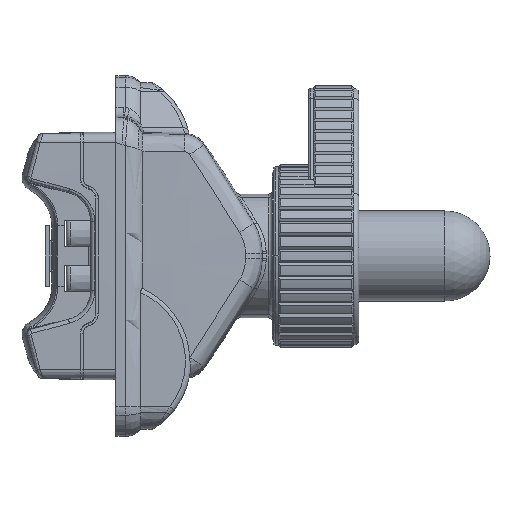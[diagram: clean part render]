
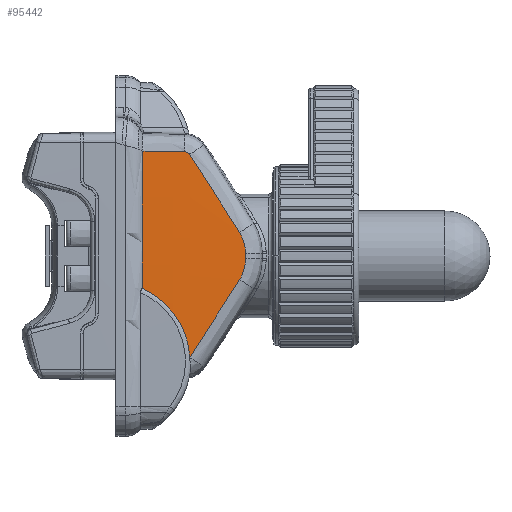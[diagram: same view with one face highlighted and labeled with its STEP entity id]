
A CAD part, left-side view. The second image highlights one B-rep face of the part: STEP entity #95442.
In plain terms, the highlighted face is a revolution surface.
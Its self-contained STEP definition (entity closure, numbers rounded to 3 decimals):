
#28449=CARTESIAN_POINT('',(-17.067,-14.3,
-6.485));
#28454=CARTESIAN_POINT('',(-17.067,-14.3,
-6.485));
#28455=CARTESIAN_POINT('',(-17.064,-14.952,
-6.774));
#28456=CARTESIAN_POINT('',(-17.054,-16.221,
-7.44));
#28457=CARTESIAN_POINT('',(-17.031,-17.986,
-8.693));
#28458=CARTESIAN_POINT('',(-17.002,-19.578,
-10.181));
#28459=CARTESIAN_POINT('',(-16.967,-20.989,
-11.922));
#28460=CARTESIAN_POINT('',(-16.929,-22.15,
-13.857));
#28461=CARTESIAN_POINT('',(-16.891,-23.028,
-15.959));
#28462=CARTESIAN_POINT('',(-16.855,-23.574,
-18.049));
#28463=CARTESIAN_POINT('',(-16.832,-23.75,
-19.515));
#28464=CARTESIAN_POINT('',(-16.822,-23.786,
-20.25));
#31351=CARTESIAN_POINT('',(-16.935,-14.3,
20.971));
#31356=CARTESIAN_POINT('',(1483.1,-14.3,0.));
#31357=DIRECTION('',(0.,1.,0.));
#31358=DIRECTION('',(-1.,0.,-0.004));
#31359=AXIS2_PLACEMENT_3D('',#31356,#31357,#31358);
#31364=CARTESIAN_POINT('',(-16.935,-14.3,
20.971));
#31365=CARTESIAN_POINT('',(-16.935,-14.398,
20.969));
#31366=CARTESIAN_POINT('',(-16.934,-14.594,
20.966));
#31367=CARTESIAN_POINT('',(-16.933,-14.791,
20.963));
#31368=CARTESIAN_POINT('',(-16.933,-14.889,
20.962));
#31373=CARTESIAN_POINT('',(-16.933,-14.889,
20.962));
#31374=CARTESIAN_POINT('',(-16.93,-15.543,
20.951));
#31375=CARTESIAN_POINT('',(-16.921,-16.851,
20.926));
#31376=CARTESIAN_POINT('',(-16.901,-18.814,
20.893));
#31377=CARTESIAN_POINT('',(-16.873,-20.776,
20.86));
#31378=CARTESIAN_POINT('',(-16.849,-22.085,
20.837));
#31379=CARTESIAN_POINT('',(-16.836,-22.739,
20.826));
#31384=CARTESIAN_POINT('',(-16.836,-22.739,
20.826));
#31385=CARTESIAN_POINT('',(-16.835,-22.821,
20.825));
#31386=CARTESIAN_POINT('',(-16.832,-22.981,
20.807));
#31387=CARTESIAN_POINT('',(-16.828,-23.215,
20.734));
#31388=CARTESIAN_POINT('',(-16.825,-23.43,
20.619));
#31389=CARTESIAN_POINT('',(-16.822,-23.619,
20.465));
#31390=CARTESIAN_POINT('',(-16.822,-23.723,
20.341));
#31391=CARTESIAN_POINT('',(-16.822,-23.769,
20.274));
#31396=CARTESIAN_POINT('',(-16.822,-23.769,
20.274));
#31397=CARTESIAN_POINT('',(-16.819,-24.929,
18.587));
#31398=CARTESIAN_POINT('',(-16.799,-27.215,
15.187));
#31399=CARTESIAN_POINT('',(-16.734,-30.543,
10.011));
#31400=CARTESIAN_POINT('',(-16.667,-32.693,
6.511));
#31401=CARTESIAN_POINT('',(-16.628,-33.75,
4.749));
#31406=CARTESIAN_POINT('',(-16.628,-33.75,
4.749));
#31407=CARTESIAN_POINT('',(-16.62,-33.943,
4.428));
#31408=CARTESIAN_POINT('',(-16.608,-34.281,
3.767));
#31409=CARTESIAN_POINT('',(-16.594,-34.652,
2.711));
#31410=CARTESIAN_POINT('',(-16.585,-34.877,
1.615));
#31411=CARTESIAN_POINT('',(-16.584,-34.928,
0.875));
#31412=CARTESIAN_POINT('',(-16.584,-34.928,
0.501));
#31417=CARTESIAN_POINT('',(-16.584,-34.928,
0.501));
#31418=CARTESIAN_POINT('',(-16.584,-34.928,
0.167));
#31419=CARTESIAN_POINT('',(-16.584,-34.928,
-0.167));
#31420=CARTESIAN_POINT('',(-16.584,-34.928,
-0.501));
#31425=CARTESIAN_POINT('',(-16.584,-34.928,
-0.501));
#31426=CARTESIAN_POINT('',(-16.584,-34.928,
-0.875));
#31427=CARTESIAN_POINT('',(-16.585,-34.877,
-1.615));
#31428=CARTESIAN_POINT('',(-16.594,-34.652,
-2.711));
#31429=CARTESIAN_POINT('',(-16.608,-34.281,
-3.767));
#31430=CARTESIAN_POINT('',(-16.62,-33.943,
-4.428));
#31431=CARTESIAN_POINT('',(-16.628,-33.75,
-4.749));
#31436=CARTESIAN_POINT('',(-16.822,-23.786,
-20.25));
#31437=CARTESIAN_POINT('',(-16.818,-24.943,
-18.566));
#31438=CARTESIAN_POINT('',(-16.799,-27.226,
-15.171));
#31439=CARTESIAN_POINT('',(-16.734,-30.549,
-10.003));
#31440=CARTESIAN_POINT('',(-16.667,-32.695,
-6.508));
#31441=CARTESIAN_POINT('',(-16.628,-33.75,
-4.749));
#52592=VERTEX_POINT('',#31425);
#52593=VERTEX_POINT('',#31431);
#52594=VERTEX_POINT('',#31417);
#52595=VERTEX_POINT('',#31406);
#52598=VERTEX_POINT('',#31396);
#52600=VERTEX_POINT('',#31384);
#52802=VERTEX_POINT('',#31351);
#52806=VERTEX_POINT('',#31368);
#53021=VERTEX_POINT('',#28449);
#53033=VERTEX_POINT('',#31436);
#95408=CARTESIAN_POINT('',(982.76,-10.81,
21.383));
#95409=CARTESIAN_POINT('',(982.816,-10.81,
17.423));
#95410=CARTESIAN_POINT('',(982.922,-10.809,
7.128));
#95411=CARTESIAN_POINT('',(982.922,-10.809,
-6.888));
#95412=CARTESIAN_POINT('',(982.821,-10.81,
-16.942));
#95413=CARTESIAN_POINT('',(982.77,-10.81,
-20.662));
#95418=CARTESIAN_POINT('',(482.915,-12.555,1.));
#95419=DIRECTION('',(0.,0.,-1.));
#95420=AXIS1_PLACEMENT('',#95418,#95419);
#95421=SURFACE_OF_REVOLUTION('',#95414,#95420);
#95423=ORIENTED_EDGE('',*,*,#95422,.F.);
#95424=ORIENTED_EDGE('',*,*,#90032,.F.);
#95425=ORIENTED_EDGE('',*,*,#95383,.T.);
#95427=ORIENTED_EDGE('',*,*,#95426,.T.);
#95429=ORIENTED_EDGE('',*,*,#95428,.T.);
#95431=ORIENTED_EDGE('',*,*,#95430,.T.);
#95433=ORIENTED_EDGE('',*,*,#95432,.T.);
#95435=ORIENTED_EDGE('',*,*,#95434,.T.);
#95437=ORIENTED_EDGE('',*,*,#95436,.T.);
#95439=ORIENTED_EDGE('',*,*,#95438,.T.);
#95440=EDGE_LOOP('',(#95423,#95424,#95425,#95427,#95429,#95431,#95433,#95435,
#95437,#95439));
#95441=FACE_OUTER_BOUND('',#95440,.F.);
#95442=ADVANCED_FACE('',(#95441),#95421,.T.);
#28465=B_SPLINE_CURVE_WITH_KNOTS('',3,(#28454,#28455,#28456,#28457,#28458,
#28459,#28460,#28461,#28462,#28463,#28464),.UNSPECIFIED.,.F.,.F.,(4,1,1,1,1,1,1,
1,4),(0.,0.125,0.25,0.375,0.5,0.625,0.75,0.875,1.),
.UNSPECIFIED.);
#31360=CIRCLE('',#31359,1500.181);
#31369=B_SPLINE_CURVE_WITH_KNOTS('',3,(#31364,#31365,#31366,#31367,#31368),
.UNSPECIFIED.,.F.,.F.,(4,1,4),(0.,0.5,1.),.UNSPECIFIED.);
#31380=B_SPLINE_CURVE_WITH_KNOTS('',3,(#31373,#31374,#31375,#31376,#31377,
#31378,#31379),.UNSPECIFIED.,.F.,.F.,(4,1,1,1,4),(0.,0.25,0.5,0.75,
1.),.UNSPECIFIED.);
#31392=B_SPLINE_CURVE_WITH_KNOTS('',3,(#31384,#31385,#31386,#31387,#31388,
#31389,#31390,#31391),.UNSPECIFIED.,.F.,.F.,(4,1,1,1,1,4),(0.,0.2,0.4,
0.6,0.8,1.),.UNSPECIFIED.);
#31402=B_SPLINE_CURVE_WITH_KNOTS('',3,(#31396,#31397,#31398,#31399,#31400,
#31401),.UNSPECIFIED.,.F.,.F.,(4,1,1,4),(0.,0.333,
0.667,1.),.UNSPECIFIED.);
#31413=B_SPLINE_CURVE_WITH_KNOTS('',3,(#31406,#31407,#31408,#31409,#31410,
#31411,#31412),.UNSPECIFIED.,.F.,.F.,(4,1,1,1,4),(0.,0.25,0.5,0.75,
1.),.UNSPECIFIED.);
#31421=B_SPLINE_CURVE_WITH_KNOTS('',3,(#31417,#31418,#31419,#31420),
.UNSPECIFIED.,.F.,.F.,(4,4),(0.,1.),.UNSPECIFIED.);
#31432=B_SPLINE_CURVE_WITH_KNOTS('',3,(#31425,#31426,#31427,#31428,#31429,
#31430,#31431),.UNSPECIFIED.,.F.,.F.,(4,1,1,1,4),(0.,0.25,0.5,0.75,
1.),.UNSPECIFIED.);
#31442=B_SPLINE_CURVE_WITH_KNOTS('',3,(#31436,#31437,#31438,#31439,#31440,
#31441),.UNSPECIFIED.,.F.,.F.,(4,1,1,4),(0.,0.333,
0.667,1.),.UNSPECIFIED.);
#90032=EDGE_CURVE('',#53021,#53033,#28465,.T.);
#95383=EDGE_CURVE('',#53021,#52802,#31360,.T.);
#95414=B_SPLINE_CURVE_WITH_KNOTS('',3,(#95408,#95409,#95410,#95411,#95412,
#95413),.UNSPECIFIED.,.F.,.F.,(4,1,1,4),(0.,0.283,
0.735,1.),.UNSPECIFIED.);
#95422=EDGE_CURVE('',#53033,#52593,#31442,.T.);
#95426=EDGE_CURVE('',#52802,#52806,#31369,.T.);
#95428=EDGE_CURVE('',#52806,#52600,#31380,.T.);
#95430=EDGE_CURVE('',#52600,#52598,#31392,.T.);
#95432=EDGE_CURVE('',#52598,#52595,#31402,.T.);
#95434=EDGE_CURVE('',#52595,#52594,#31413,.T.);
#95436=EDGE_CURVE('',#52594,#52592,#31421,.T.);
#95438=EDGE_CURVE('',#52592,#52593,#31432,.T.);
